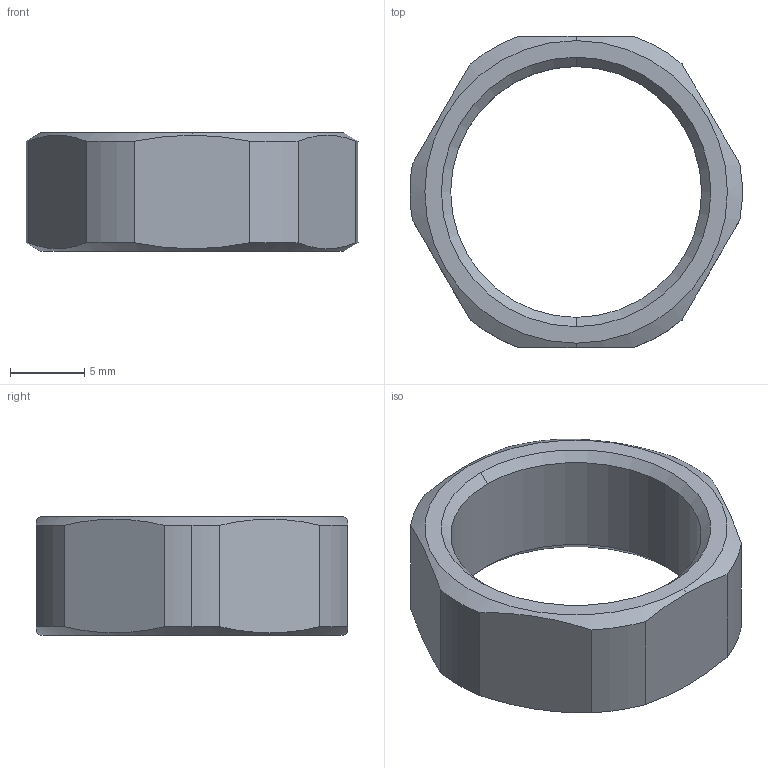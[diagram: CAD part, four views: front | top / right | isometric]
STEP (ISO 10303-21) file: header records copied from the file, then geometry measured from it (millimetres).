
FILE_DESCRIPTION (( 'STEP AP214' ), '1' );
FILE_NAME ('ST29.step', '2018-04-12T21:14:48', ( '' ), ( '' ), 'SwSTEP 2.0', 'SolidWorks 2017', '' );
FILE_SCHEMA (( 'AUTOMOTIVE_DESIGN' ));
Length unit declared in the file: inch
Products named in the file (1): ST29
Bounding box: 22.38 x 21 x 8 mm (x, y, z)
Volume: 1136.4 mm3; surface area: 1195.9 mm2
Topology: 1 solids, 1 shells, 25 faces, 67 edges, 44 vertices
Faces by surface type: cylinder 9, cone 8, plane 8
Entity records: 919 total; most frequent: CARTESIAN_POINT 225, ORIENTED_EDGE 134, DIRECTION 131, EDGE_CURVE 67, AXIS2_PLACEMENT_3D 54, VERTEX_POINT 44, CIRCLE 28, EDGE_LOOP 27
